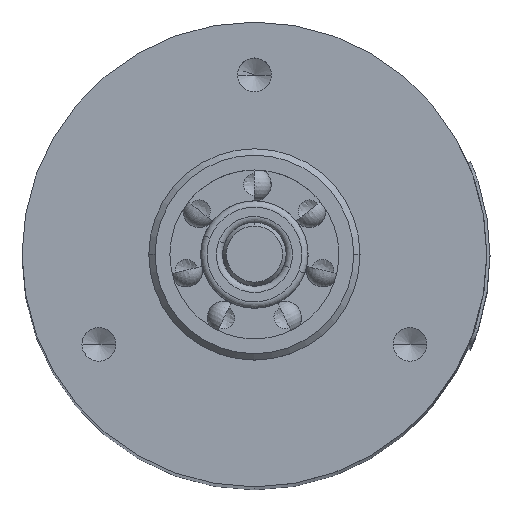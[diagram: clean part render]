
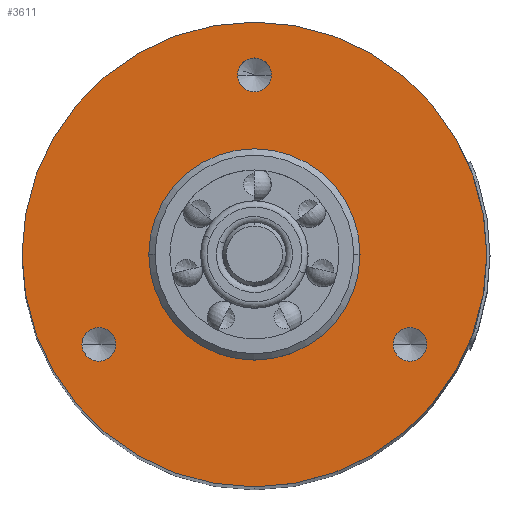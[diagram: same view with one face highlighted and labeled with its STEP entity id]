
A CAD part, top view. The second image highlights one B-rep face of the part: STEP entity #3611.
In plain terms, the highlighted planar face has unit normal (0, 0, 1).
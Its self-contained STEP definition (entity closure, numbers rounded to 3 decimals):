
#227=CARTESIAN_POINT('',(0.,0.,81.));
#228=DIRECTION('',(0.,0.,-1.));
#229=DIRECTION('',(1.,0.,0.));
#230=AXIS2_PLACEMENT_3D('',#227,#228,#229);
#232=CARTESIAN_POINT('',(0.,0.,81.));
#233=DIRECTION('',(0.,0.,-1.));
#234=DIRECTION('',(-1.,0.,0.));
#235=AXIS2_PLACEMENT_3D('',#232,#233,#234);
#237=CARTESIAN_POINT('',(7.361,-4.25,81.));
#238=DIRECTION('',(0.,0.,1.));
#239=DIRECTION('',(-1.,0.,0.));
#240=AXIS2_PLACEMENT_3D('',#237,#238,#239);
#242=CARTESIAN_POINT('',(7.361,-4.25,81.));
#243=DIRECTION('',(0.,0.,1.));
#244=DIRECTION('',(1.,0.,0.));
#245=AXIS2_PLACEMENT_3D('',#242,#243,#244);
#247=CARTESIAN_POINT('',(0.,8.5,81.));
#248=DIRECTION('',(0.,0.,1.));
#249=DIRECTION('',(-1.,0.,0.));
#250=AXIS2_PLACEMENT_3D('',#247,#248,#249);
#252=CARTESIAN_POINT('',(0.,8.5,81.));
#253=DIRECTION('',(0.,0.,1.));
#254=DIRECTION('',(1.,0.,0.));
#255=AXIS2_PLACEMENT_3D('',#252,#253,#254);
#257=CARTESIAN_POINT('',(-7.361,-4.25,81.));
#258=DIRECTION('',(0.,0.,1.));
#259=DIRECTION('',(-1.,0.,0.));
#260=AXIS2_PLACEMENT_3D('',#257,#258,#259);
#262=CARTESIAN_POINT('',(-7.361,-4.25,81.));
#263=DIRECTION('',(0.,0.,1.));
#264=DIRECTION('',(1.,0.,0.));
#265=AXIS2_PLACEMENT_3D('',#262,#263,#264);
#267=CARTESIAN_POINT('',(0.,0.,81.));
#268=DIRECTION('',(0.,0.,1.));
#269=DIRECTION('',(-1.,0.,0.));
#270=AXIS2_PLACEMENT_3D('',#267,#268,#269);
#272=CARTESIAN_POINT('',(0.,0.,81.));
#273=DIRECTION('',(0.,0.,1.));
#274=DIRECTION('',(1.,0.,0.));
#275=AXIS2_PLACEMENT_3D('',#272,#273,#274);
#2827=CARTESIAN_POINT('',(11.,0.,81.));
#2828=CARTESIAN_POINT('',(-11.,0.,81.));
#2829=VERTEX_POINT('',#2827);
#2830=VERTEX_POINT('',#2828);
#2831=CARTESIAN_POINT('',(6.561,-4.25,81.));
#2832=CARTESIAN_POINT('',(8.161,-4.25,81.));
#2833=VERTEX_POINT('',#2831);
#2834=VERTEX_POINT('',#2832);
#2835=CARTESIAN_POINT('',(-0.8,8.5,81.));
#2836=CARTESIAN_POINT('',(0.8,8.5,81.));
#2837=VERTEX_POINT('',#2835);
#2838=VERTEX_POINT('',#2836);
#2839=CARTESIAN_POINT('',(-8.161,-4.25,81.));
#2840=CARTESIAN_POINT('',(-6.561,-4.25,81.));
#2841=VERTEX_POINT('',#2839);
#2842=VERTEX_POINT('',#2840);
#2843=CARTESIAN_POINT('',(-5.,0.,81.));
#2844=CARTESIAN_POINT('',(5.,0.,81.));
#2845=VERTEX_POINT('',#2843);
#2846=VERTEX_POINT('',#2844);
#3578=CARTESIAN_POINT('',(0.,0.,81.));
#3579=DIRECTION('',(0.,0.,1.));
#3580=DIRECTION('',(-1.,0.,0.));
#3581=AXIS2_PLACEMENT_3D('',#3578,#3579,#3580);
#3582=PLANE('',#3581);
#3584=ORIENTED_EDGE('',*,*,#3583,.T.);
#3586=ORIENTED_EDGE('',*,*,#3585,.T.);
#3587=EDGE_LOOP('',(#3584,#3586));
#3588=FACE_OUTER_BOUND('',#3587,.F.);
#3590=ORIENTED_EDGE('',*,*,#3589,.T.);
#3592=ORIENTED_EDGE('',*,*,#3591,.T.);
#3593=EDGE_LOOP('',(#3590,#3592));
#3594=FACE_BOUND('',#3593,.F.);
#3596=ORIENTED_EDGE('',*,*,#3595,.T.);
#3598=ORIENTED_EDGE('',*,*,#3597,.T.);
#3599=EDGE_LOOP('',(#3596,#3598));
#3600=FACE_BOUND('',#3599,.F.);
#3602=ORIENTED_EDGE('',*,*,#3601,.T.);
#3604=ORIENTED_EDGE('',*,*,#3603,.T.);
#3605=EDGE_LOOP('',(#3602,#3604));
#3606=FACE_BOUND('',#3605,.F.);
#3607=ORIENTED_EDGE('',*,*,#3560,.T.);
#3608=ORIENTED_EDGE('',*,*,#3570,.T.);
#3609=EDGE_LOOP('',(#3607,#3608));
#3610=FACE_BOUND('',#3609,.F.);
#3611=ADVANCED_FACE('',(#3588,#3594,#3600,#3606,#3610),#3582,.T.);
#231=CIRCLE('',#230,11.);
#236=CIRCLE('',#235,11.);
#241=CIRCLE('',#240,0.8);
#246=CIRCLE('',#245,0.8);
#251=CIRCLE('',#250,0.8);
#256=CIRCLE('',#255,0.8);
#261=CIRCLE('',#260,0.8);
#266=CIRCLE('',#265,0.8);
#271=CIRCLE('',#270,5.);
#276=CIRCLE('',#275,5.);
#3560=EDGE_CURVE('',#2845,#2846,#271,.T.);
#3570=EDGE_CURVE('',#2846,#2845,#276,.T.);
#3583=EDGE_CURVE('',#2829,#2830,#231,.T.);
#3585=EDGE_CURVE('',#2830,#2829,#236,.T.);
#3589=EDGE_CURVE('',#2833,#2834,#241,.T.);
#3591=EDGE_CURVE('',#2834,#2833,#246,.T.);
#3595=EDGE_CURVE('',#2837,#2838,#251,.T.);
#3597=EDGE_CURVE('',#2838,#2837,#256,.T.);
#3601=EDGE_CURVE('',#2841,#2842,#261,.T.);
#3603=EDGE_CURVE('',#2842,#2841,#266,.T.);
